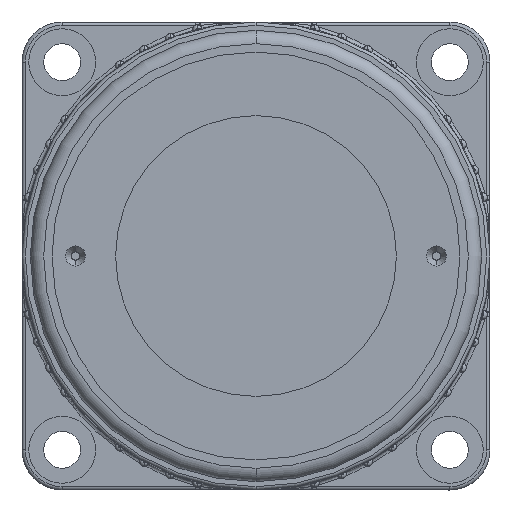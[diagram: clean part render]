
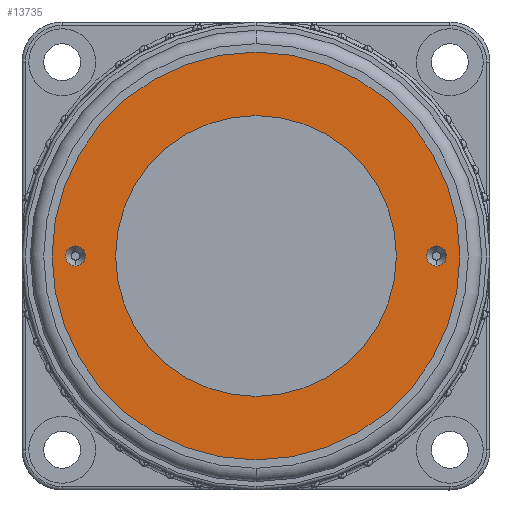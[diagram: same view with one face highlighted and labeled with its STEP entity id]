
A CAD part, left-side view. The second image highlights one B-rep face of the part: STEP entity #13735.
In plain terms, the highlighted planar face has unit normal (-1, 0, 0).
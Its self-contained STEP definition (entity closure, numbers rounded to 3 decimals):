
#37 = CARTESIAN_POINT ( 'NONE',  ( -72.3, -27., 0. ) ) ;
#300 = EDGE_CURVE ( 'NONE', #6991, #12701, #11128, .T. ) ;
#365 = EDGE_CURVE ( 'NONE', #9010, #3430, #2050, .T. ) ;
#375 = ORIENTED_EDGE ( 'NONE', *, *, #13816, .F. ) ;
#406 = PLANE ( 'NONE',  #5267 ) ;
#1133 = DIRECTION ( 'NONE',  ( -1., 0., 0. ) ) ;
#1140 = DIRECTION ( 'NONE',  ( 0., 0., 1. ) ) ;
#1391 = VERTEX_POINT ( 'NONE', #10286 ) ;
#1499 = CARTESIAN_POINT ( 'NONE',  ( -72.3, 0., 0. ) ) ;
#2004 = EDGE_LOOP ( 'NONE', ( #11834, #7275 ) ) ;
#2020 = CARTESIAN_POINT ( 'NONE',  ( -72.3, 0., 0. ) ) ;
#2022 = ORIENTED_EDGE ( 'NONE', *, *, #12364, .F. ) ;
#2050 = CIRCLE ( 'NONE', #13503, 21. ) ;
#2374 = FACE_OUTER_BOUND ( 'NONE', #2004, .T. ) ;
#2547 = EDGE_CURVE ( 'NONE', #12701, #6991, #10208, .T. ) ;
#2559 = CARTESIAN_POINT ( 'NONE',  ( -72.3, -27., 1.5 ) ) ;
#2600 = DIRECTION ( 'NONE',  ( -1., 0., 0. ) ) ;
#2881 = CARTESIAN_POINT ( 'NONE',  ( -72.3, -27., 0. ) ) ;
#3116 = DIRECTION ( 'NONE',  ( 0., 0., 1. ) ) ;
#3430 = VERTEX_POINT ( 'NONE', #11474 ) ;
#3674 = CARTESIAN_POINT ( 'NONE',  ( -72.3, 0., -30.5 ) ) ;
#3886 = EDGE_LOOP ( 'NONE', ( #7140, #3890 ) ) ;
#3890 = ORIENTED_EDGE ( 'NONE', *, *, #9342, .F. ) ;
#3934 = CIRCLE ( 'NONE', #7712, 1.5 ) ;
#3975 = DIRECTION ( 'NONE',  ( 0., 0., 1. ) ) ;
#4170 = DIRECTION ( 'NONE',  ( 0., 0., 1. ) ) ;
#4241 = DIRECTION ( 'NONE',  ( -1., 0., 0. ) ) ;
#4288 = CARTESIAN_POINT ( 'NONE',  ( -72.3, 0., 0. ) ) ;
#4327 = VERTEX_POINT ( 'NONE', #4799 ) ;
#4389 = DIRECTION ( 'NONE',  ( -1., 0., 0. ) ) ;
#4532 = ORIENTED_EDGE ( 'NONE', *, *, #6316, .F. ) ;
#4783 = AXIS2_PLACEMENT_3D ( 'NONE', #5612, #5583, #5559 ) ;
#4799 = CARTESIAN_POINT ( 'NONE',  ( -72.3, 27., 1.5 ) ) ;
#5141 = DIRECTION ( 'NONE',  ( -1., 0., 0. ) ) ;
#5168 = VERTEX_POINT ( 'NONE', #13011 ) ;
#5267 = AXIS2_PLACEMENT_3D ( 'NONE', #1499, #2600, #10309 ) ;
#5298 = FACE_BOUND ( 'NONE', #3886, .T. ) ;
#5320 = CIRCLE ( 'NONE', #9314, 1.5 ) ;
#5559 = DIRECTION ( 'NONE',  ( 0., 0., 1. ) ) ;
#5583 = DIRECTION ( 'NONE',  ( -1., 0., 0. ) ) ;
#5612 = CARTESIAN_POINT ( 'NONE',  ( -72.3, 0., 0. ) ) ;
#6096 = CIRCLE ( 'NONE', #12777, 1.5 ) ;
#6316 = EDGE_CURVE ( 'NONE', #13730, #1391, #6096, .T. ) ;
#6991 = VERTEX_POINT ( 'NONE', #3674 ) ;
#7140 = ORIENTED_EDGE ( 'NONE', *, *, #365, .F. ) ;
#7275 = ORIENTED_EDGE ( 'NONE', *, *, #300, .T. ) ;
#7498 = AXIS2_PLACEMENT_3D ( 'NONE', #7716, #1133, #8856 ) ;
#7503 = EDGE_LOOP ( 'NONE', ( #4532, #375 ) ) ;
#7712 = AXIS2_PLACEMENT_3D ( 'NONE', #11680, #5141, #12743 ) ;
#7716 = CARTESIAN_POINT ( 'NONE',  ( -72.3, 0., 0. ) ) ;
#7726 = DIRECTION ( 'NONE',  ( -1., 0., 0. ) ) ;
#8247 = FACE_BOUND ( 'NONE', #7503, .T. ) ;
#8563 = EDGE_LOOP ( 'NONE', ( #8815, #2022 ) ) ;
#8815 = ORIENTED_EDGE ( 'NONE', *, *, #11514, .F. ) ;
#8856 = DIRECTION ( 'NONE',  ( 0., 0., 1. ) ) ;
#9010 = VERTEX_POINT ( 'NONE', #13009 ) ;
#9314 = AXIS2_PLACEMENT_3D ( 'NONE', #10971, #4389, #12025 ) ;
#9342 = EDGE_CURVE ( 'NONE', #3430, #9010, #11015, .T. ) ;
#9732 = AXIS2_PLACEMENT_3D ( 'NONE', #2881, #10569, #3975 ) ;
#9746 = DIRECTION ( 'NONE',  ( -1., 0., 0. ) ) ;
#9769 = AXIS2_PLACEMENT_3D ( 'NONE', #2020, #9746, #3116 ) ;
#10208 = CIRCLE ( 'NONE', #7498, 30.5 ) ;
#10286 = CARTESIAN_POINT ( 'NONE',  ( -72.3, -27., -1.5 ) ) ;
#10309 = DIRECTION ( 'NONE',  ( 0., 0., 1. ) ) ;
#10469 = CIRCLE ( 'NONE', #9732, 1.5 ) ;
#10569 = DIRECTION ( 'NONE',  ( -1., 0., 0. ) ) ;
#10971 = CARTESIAN_POINT ( 'NONE',  ( -72.3, 27., 0. ) ) ;
#11015 = CIRCLE ( 'NONE', #9769, 21. ) ;
#11115 = FACE_BOUND ( 'NONE', #8563, .T. ) ;
#11128 = CIRCLE ( 'NONE', #4783, 30.5 ) ;
#11474 = CARTESIAN_POINT ( 'NONE',  ( -72.3, 0., -21. ) ) ;
#11514 = EDGE_CURVE ( 'NONE', #4327, #5168, #5320, .T. ) ;
#11680 = CARTESIAN_POINT ( 'NONE',  ( -72.3, 27., 0. ) ) ;
#11834 = ORIENTED_EDGE ( 'NONE', *, *, #2547, .T. ) ;
#12025 = DIRECTION ( 'NONE',  ( 0., 0., 1. ) ) ;
#12364 = EDGE_CURVE ( 'NONE', #5168, #4327, #3934, .T. ) ;
#12501 = CARTESIAN_POINT ( 'NONE',  ( -72.3, 0., 30.5 ) ) ;
#12701 = VERTEX_POINT ( 'NONE', #12501 ) ;
#12743 = DIRECTION ( 'NONE',  ( 0., 0., 1. ) ) ;
#12777 = AXIS2_PLACEMENT_3D ( 'NONE', #37, #7726, #1140 ) ;
#13009 = CARTESIAN_POINT ( 'NONE',  ( -72.3, 0., 21. ) ) ;
#13011 = CARTESIAN_POINT ( 'NONE',  ( -72.3, 27., -1.5 ) ) ;
#13503 = AXIS2_PLACEMENT_3D ( 'NONE', #4288, #4241, #4170 ) ;
#13730 = VERTEX_POINT ( 'NONE', #2559 ) ;
#13735 = ADVANCED_FACE ( 'NONE', ( #11115, #8247, #5298, #2374 ), #406, .T. ) ;
#13816 = EDGE_CURVE ( 'NONE', #1391, #13730, #10469, .T. ) ;
